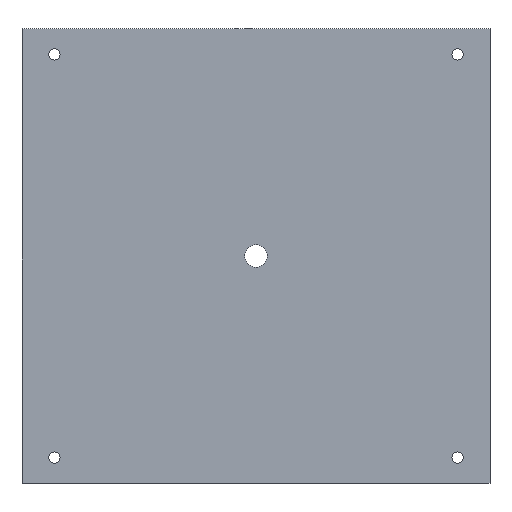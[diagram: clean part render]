
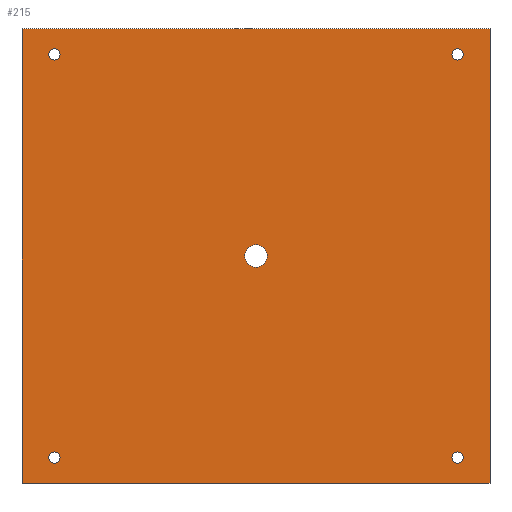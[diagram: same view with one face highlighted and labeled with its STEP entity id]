
A CAD part, top view. The second image highlights one B-rep face of the part: STEP entity #215.
In plain terms, the highlighted planar face has unit normal (0, 0, 1).
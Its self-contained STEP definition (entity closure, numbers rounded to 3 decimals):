
#20=FACE_BOUND('',#56,.T.);
#21=FACE_BOUND('',#57,.T.);
#22=FACE_BOUND('',#58,.T.);
#23=FACE_BOUND('',#59,.T.);
#24=FACE_BOUND('',#60,.T.);
#30=CIRCLE('',#244,2.5);
#31=CIRCLE('',#245,2.5);
#32=CIRCLE('',#246,5.);
#33=CIRCLE('',#247,2.5);
#34=CIRCLE('',#248,2.5);
#44=FACE_OUTER_BOUND('',#55,.T.);
#55=EDGE_LOOP('',(#167,#168,#169,#170));
#56=EDGE_LOOP('',(#171));
#57=EDGE_LOOP('',(#172));
#58=EDGE_LOOP('',(#173));
#59=EDGE_LOOP('',(#174));
#60=EDGE_LOOP('',(#175));
#74=LINE('',#329,#91);
#78=LINE('',#336,#95);
#81=LINE('',#342,#98);
#83=LINE('',#345,#100);
#91=VECTOR('',#266,1.);
#95=VECTOR('',#272,1.);
#98=VECTOR('',#277,1.);
#100=VECTOR('',#281,1.);
#108=VERTEX_POINT('',#326);
#109=VERTEX_POINT('',#328);
#111=VERTEX_POINT('',#334);
#113=VERTEX_POINT('',#340);
#114=VERTEX_POINT('',#347);
#115=VERTEX_POINT('',#349);
#116=VERTEX_POINT('',#351);
#117=VERTEX_POINT('',#353);
#118=VERTEX_POINT('',#355);
#126=EDGE_CURVE('',#109,#108,#74,.T.);
#130=EDGE_CURVE('',#108,#111,#78,.T.);
#133=EDGE_CURVE('',#111,#113,#81,.T.);
#135=EDGE_CURVE('',#113,#109,#83,.T.);
#136=EDGE_CURVE('',#114,#114,#30,.T.);
#137=EDGE_CURVE('',#115,#115,#31,.T.);
#138=EDGE_CURVE('',#116,#116,#32,.T.);
#139=EDGE_CURVE('',#117,#117,#33,.T.);
#140=EDGE_CURVE('',#118,#118,#34,.T.);
#167=ORIENTED_EDGE('',*,*,#126,.T.);
#168=ORIENTED_EDGE('',*,*,#130,.T.);
#169=ORIENTED_EDGE('',*,*,#133,.T.);
#170=ORIENTED_EDGE('',*,*,#135,.T.);
#171=ORIENTED_EDGE('',*,*,#136,.F.);
#172=ORIENTED_EDGE('',*,*,#137,.T.);
#173=ORIENTED_EDGE('',*,*,#138,.T.);
#174=ORIENTED_EDGE('',*,*,#139,.T.);
#175=ORIENTED_EDGE('',*,*,#140,.F.);
#209=PLANE('',#243);
#215=ADVANCED_FACE('',(#44,#20,#21,#22,#23,#24),#209,.T.);
#243=AXIS2_PLACEMENT_3D('',#346,#282,#283);
#244=AXIS2_PLACEMENT_3D('',#348,#284,#285);
#245=AXIS2_PLACEMENT_3D('',#350,#286,#287);
#246=AXIS2_PLACEMENT_3D('',#352,#288,#289);
#247=AXIS2_PLACEMENT_3D('',#354,#290,#291);
#248=AXIS2_PLACEMENT_3D('',#356,#292,#293);
#266=DIRECTION('',(0.,-1.,0.));
#272=DIRECTION('',(1.,0.,0.));
#277=DIRECTION('',(0.,1.,0.));
#281=DIRECTION('',(-1.,0.,0.));
#282=DIRECTION('center_axis',(0.,0.,1.));
#283=DIRECTION('ref_axis',(1.,0.,0.));
#284=DIRECTION('center_axis',(0.,0.,1.));
#285=DIRECTION('ref_axis',(1.,0.,0.));
#286=DIRECTION('center_axis',(0.,0.,-1.));
#287=DIRECTION('ref_axis',(1.,0.,0.));
#288=DIRECTION('center_axis',(0.,0.,-1.));
#289=DIRECTION('ref_axis',(1.,0.,0.));
#290=DIRECTION('center_axis',(0.,0.,-1.));
#291=DIRECTION('ref_axis',(1.,0.,0.));
#292=DIRECTION('center_axis',(0.,0.,1.));
#293=DIRECTION('ref_axis',(1.,0.,0.));
#326=CARTESIAN_POINT('',(-104.5,-101.5,2.));
#328=CARTESIAN_POINT('',(-104.5,101.5,2.));
#329=CARTESIAN_POINT('',(-104.5,101.5,2.));
#334=CARTESIAN_POINT('',(104.5,-101.5,2.));
#336=CARTESIAN_POINT('',(-104.5,-101.5,2.));
#340=CARTESIAN_POINT('',(104.5,101.5,2.));
#342=CARTESIAN_POINT('',(104.5,-101.5,2.));
#345=CARTESIAN_POINT('',(104.5,101.5,2.));
#346=CARTESIAN_POINT('Origin',(0.,0.,2.));
#347=CARTESIAN_POINT('',(92.5,90.,2.));
#348=CARTESIAN_POINT('Origin',(90.,90.,2.));
#349=CARTESIAN_POINT('',(92.5,-90.,2.));
#350=CARTESIAN_POINT('Origin',(90.,-90.,2.));
#351=CARTESIAN_POINT('',(5.,0.,2.));
#352=CARTESIAN_POINT('Origin',(0.,0.,2.));
#353=CARTESIAN_POINT('',(-87.5,90.,2.));
#354=CARTESIAN_POINT('Origin',(-90.,90.,2.));
#355=CARTESIAN_POINT('',(-87.5,-90.,2.));
#356=CARTESIAN_POINT('Origin',(-90.,-90.,2.));
